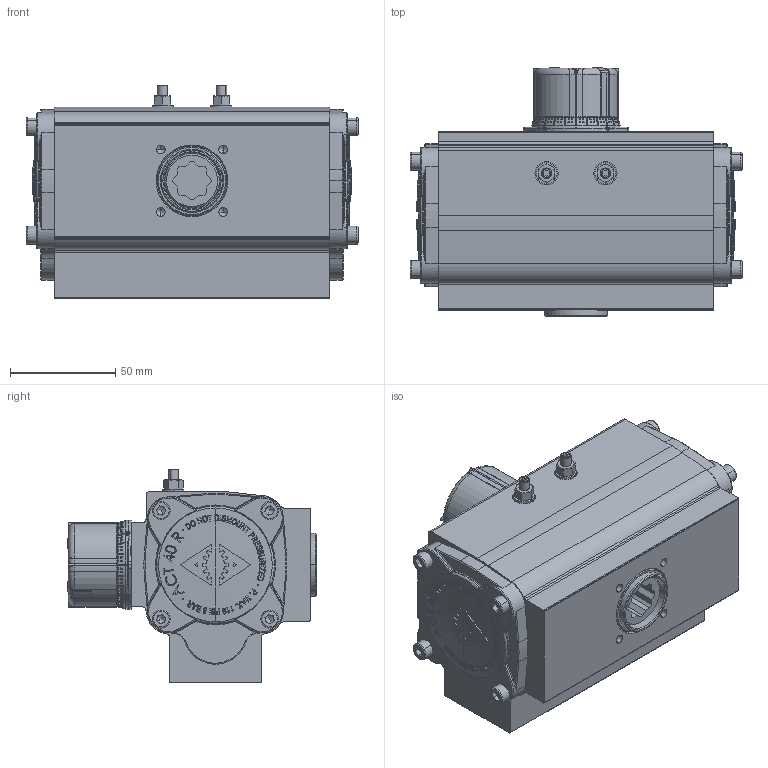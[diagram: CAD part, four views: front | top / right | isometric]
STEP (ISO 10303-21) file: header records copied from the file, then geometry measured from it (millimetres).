
FILE_DESCRIPTION (( 'STEP AP214' ), '1' );
FILE_NAME ('0040 ADA.STEP', '2011-12-07T10:28:14', ( 'ossuin - p' ), ( 'Ossuin' ), 'SwSTEP 2.0', 'SolidWorks 2010', '' );
FILE_SCHEMA (( 'AUTOMOTIVE_DESIGN' ));
Length unit declared in the file: millimetre
Products named in the file (10): Hexagon Nut ISO 4032 - M5 - D - C_Default; E0040N; Tapon ﾘ45; DIN 915 - M5 x 20-C_DIN 915 - M5 x 20-C; 0040 ADA; C0040; DIN 912 M5 x 25 --- 25C_Default; T0040c; CR0020; Washer DIN 125 - A 5.3_Default
Assembly tree (20 placements, depth 2):
  0040 ADA
    DIN 912 M5 x 25 --- 25C_Default  x8
    T0040c  x2
    CR0020
    Hexagon Nut ISO 4032 - M5 - D - C_Default  x2
    DIN 915 - M5 x 20-C_DIN 915 - M5 x 20-C  x2
    Tapon ﾘ45
    E0040N
    Washer DIN 125 - A 5.3_Default  x2
    C0040
Bounding box: 157.9 x 118.29 x 101.4 mm (x, y, z)
Volume: 545067 mm3; surface area: 153221.6 mm2
Topology: 28 solids, 28 shells, 4820 faces, 13047 edges, 8374 vertices
Faces by surface type: plane 2561, cylinder 924, bspline 635, cone 263, torus 229, sphere 208
Entity records: 136987 total; most frequent: CARTESIAN_POINT 39884, ORIENTED_EDGE 17850, DIRECTION 17182, EDGE_CURVE 8925, AXIS2_PLACEMENT_3D 6706, VERTEX_POINT 5790, VECTOR 3770, LINE 3770
